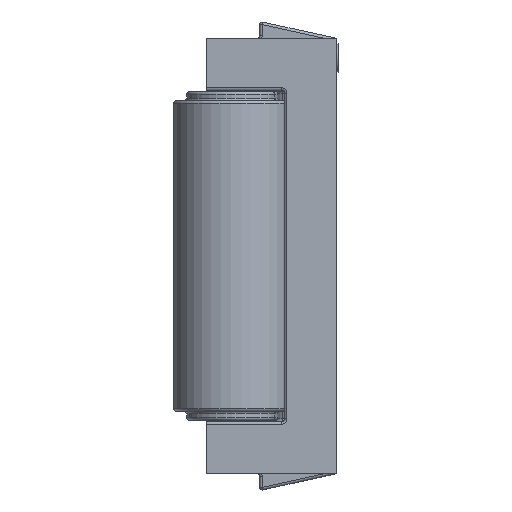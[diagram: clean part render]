
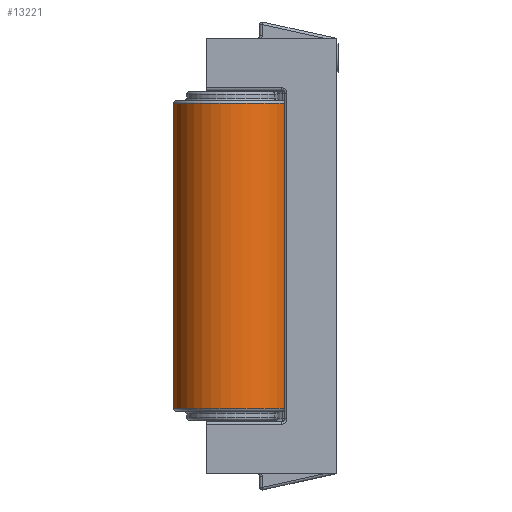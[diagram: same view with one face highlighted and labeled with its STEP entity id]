
A CAD part, left-side view. The second image highlights one B-rep face of the part: STEP entity #13221.
In plain terms, the highlighted cylindrical face has radius 4.5 mm (diameter 9 mm), a partial arc.
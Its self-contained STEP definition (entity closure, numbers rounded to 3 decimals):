
#243 = DIRECTION ( 'NONE',  ( 1., 0., 0. ) ) ;
#393 = LINE ( 'NONE', #14667, #15482 ) ;
#1171 = CIRCLE ( 'NONE', #15370, 4.5 ) ;
#1525 = FACE_OUTER_BOUND ( 'NONE', #12466, .T. ) ;
#2143 = EDGE_CURVE ( 'NONE', #9244, #14298, #393, .T. ) ;
#2252 = DIRECTION ( 'NONE',  ( 0., 0., -1. ) ) ;
#2314 = CARTESIAN_POINT ( 'NONE',  ( 4.5, 0., 11.9 ) ) ;
#3105 = ORIENTED_EDGE ( 'NONE', *, *, #16207, .T. ) ;
#3325 = DIRECTION ( 'NONE',  ( 0., 0., -1. ) ) ;
#3835 = ORIENTED_EDGE ( 'NONE', *, *, #2143, .F. ) ;
#4910 = AXIS2_PLACEMENT_3D ( 'NONE', #17234, #8720, #243 ) ;
#5003 = ORIENTED_EDGE ( 'NONE', *, *, #6412, .T. ) ;
#5537 = EDGE_CURVE ( 'NONE', #9244, #6738, #1171, .T. ) ;
#6164 = DIRECTION ( 'NONE',  ( 0., 0., -1. ) ) ;
#6394 = CARTESIAN_POINT ( 'NONE',  ( 0., 0., 11.7 ) ) ;
#6412 = EDGE_CURVE ( 'NONE', #6738, #10375, #10699, .T. ) ;
#6738 = VERTEX_POINT ( 'NONE', #17467 ) ;
#6872 = CIRCLE ( 'NONE', #4910, 4.5 ) ;
#7812 = DIRECTION ( 'NONE',  ( 1., 0., 0. ) ) ;
#8720 = DIRECTION ( 'NONE',  ( 0., 0., 1. ) ) ;
#9244 = VERTEX_POINT ( 'NONE', #11167 ) ;
#10026 = AXIS2_PLACEMENT_3D ( 'NONE', #11837, #3325, #13246 ) ;
#10375 = VERTEX_POINT ( 'NONE', #10946 ) ;
#10423 = CARTESIAN_POINT ( 'NONE',  ( -4.5, 0., -11.7 ) ) ;
#10699 = LINE ( 'NONE', #2314, #17352 ) ;
#10946 = CARTESIAN_POINT ( 'NONE',  ( 4.5, 0., -11.7 ) ) ;
#11167 = CARTESIAN_POINT ( 'NONE',  ( -4.5, 0., 11.7 ) ) ;
#11837 = CARTESIAN_POINT ( 'NONE',  ( 0., 0., 11.9 ) ) ;
#12389 = CYLINDRICAL_SURFACE ( 'NONE', #10026, 4.5 ) ;
#12466 = EDGE_LOOP ( 'NONE', ( #14607, #5003, #3105, #3835 ) ) ;
#13221 = ADVANCED_FACE ( 'NONE', ( #1525 ), #12389, .T. ) ;
#13246 = DIRECTION ( 'NONE',  ( -1., 0., 0. ) ) ;
#14298 = VERTEX_POINT ( 'NONE', #10423 ) ;
#14607 = ORIENTED_EDGE ( 'NONE', *, *, #5537, .T. ) ;
#14667 = CARTESIAN_POINT ( 'NONE',  ( -4.5, 0., 11.9 ) ) ;
#15370 = AXIS2_PLACEMENT_3D ( 'NONE', #6394, #16317, #7812 ) ;
#15482 = VECTOR ( 'NONE', #6164, 1000. ) ;
#16207 = EDGE_CURVE ( 'NONE', #10375, #14298, #6872, .T. ) ;
#16317 = DIRECTION ( 'NONE',  ( 0., 0., -1. ) ) ;
#17234 = CARTESIAN_POINT ( 'NONE',  ( 0., 0., -11.7 ) ) ;
#17352 = VECTOR ( 'NONE', #2252, 1000. ) ;
#17467 = CARTESIAN_POINT ( 'NONE',  ( 4.5, 0., 11.7 ) ) ;
